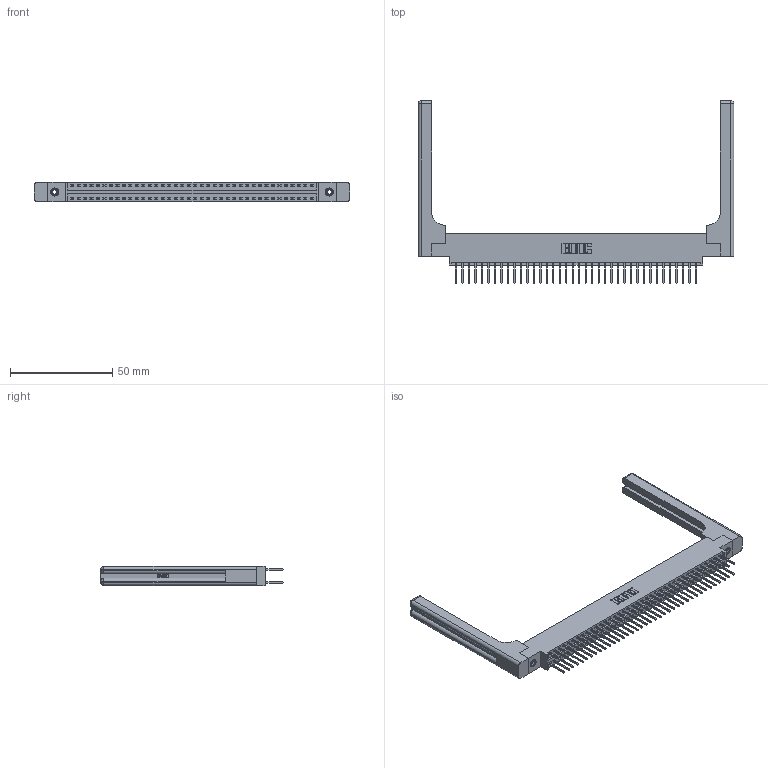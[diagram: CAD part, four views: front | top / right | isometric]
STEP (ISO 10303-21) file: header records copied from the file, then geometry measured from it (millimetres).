
FILE_DESCRIPTION (( 'STEP AP203' ), '1' );
FILE_NAME ('396-076-526-858.STEP', '2019-11-02T12:58:17', ( '' ), ( '' ), 'SwSTEP 2.0', 'SolidWorks 2016', '' );
FILE_SCHEMA (( 'CONFIG_CONTROL_DESIGN' ));
Length unit declared in the file: inch
Products named in the file (5): 396-076-526-858; 346 Part_0.170 Offset - 0.156 Dia-TH; 345-292-001_345-293-126; 345-250-001_345-250-001-102; 346-220-058_345-220-058
Assembly tree (81 placements, depth 2):
  396-076-526-858
    346 Part_0.170 Offset - 0.156 Dia-TH
    345-292-001_345-293-126  x76
    345-250-001_345-250-001-102  x2
    346-220-058_345-220-058  x2
Bounding box: 154.71 x 89.41 x 9.4 mm (x, y, z)
Volume: 22519.5 mm3; surface area: 26300.5 mm2
Topology: 81 solids, 81 shells, 4334 faces, 12787 edges, 8402 vertices
Faces by surface type: plane 2888, cylinder 1386, bspline 36, cone 12, sphere 8, torus 4
Entity records: 30670 total; most frequent: CARTESIAN_POINT 6069, ORIENTED_EDGE 4800, DIRECTION 4332, EDGE_CURVE 2400, LINE 2024, VECTOR 2024, VERTEX_POINT 1590, AXIS2_PLACEMENT_3D 1154
